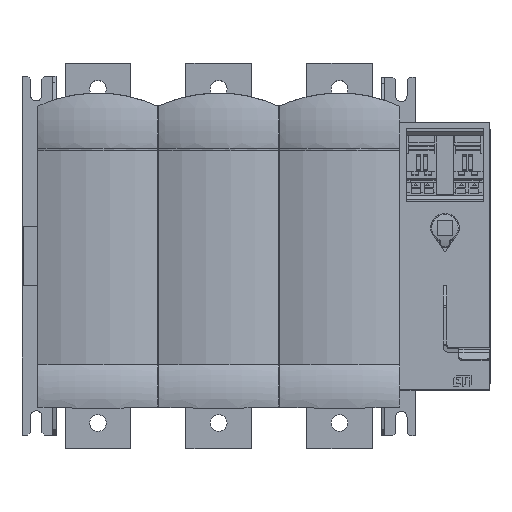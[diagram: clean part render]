
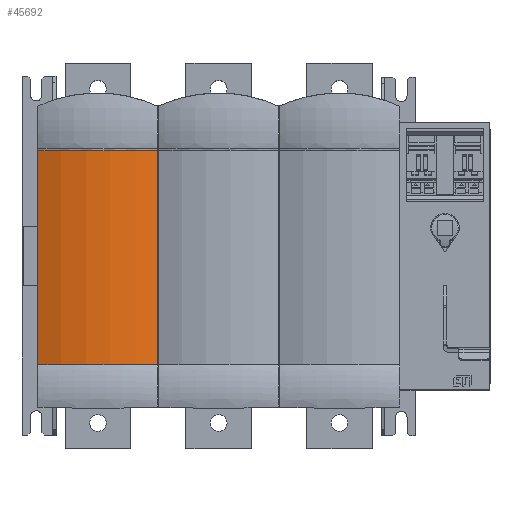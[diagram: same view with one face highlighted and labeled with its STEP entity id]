
A CAD part, top view. The second image highlights one B-rep face of the part: STEP entity #45692.
In plain terms, the highlighted cylindrical face has radius 115 mm (diameter 230 mm), a partial arc.
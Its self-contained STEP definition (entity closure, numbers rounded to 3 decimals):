
#8172=CARTESIAN_POINT('',(-270.,-106.75,132.298));
#8173=DIRECTION('',(0.,-1.,0.));
#8174=DIRECTION('',(0.406,0.,0.914));
#8175=AXIS2_PLACEMENT_3D('',#8172,#8173,#8174);
#8180=DIRECTION('',(0.,1.,0.));
#8181=VECTOR('',#8180,166.497);
#8182=CARTESIAN_POINT('',(-223.349,-106.75,
237.41));
#8183=LINE('',#8182,#8181);
#8187=DIRECTION('',(0.,-1.,0.));
#8188=VECTOR('',#8187,166.497);
#8189=CARTESIAN_POINT('',(-316.65,59.747,237.411));
#8190=LINE('',#8189,#8188);
#8221=CARTESIAN_POINT('',(-270.,59.747,132.298));
#8222=DIRECTION('',(0.,1.,0.));
#8223=DIRECTION('',(-0.406,0.,0.914));
#8224=AXIS2_PLACEMENT_3D('',#8221,#8222,#8223);
#37201=CARTESIAN_POINT('',(-223.349,-106.75,
237.41));
#37202=CARTESIAN_POINT('',(-223.35,59.747,
237.411));
#37203=VERTEX_POINT('',#37201);
#37204=VERTEX_POINT('',#37202);
#37205=CARTESIAN_POINT('',(-316.65,59.747,
237.411));
#37206=VERTEX_POINT('',#37205);
#37207=CARTESIAN_POINT('',(-316.651,-106.75,
237.41));
#37208=VERTEX_POINT('',#37207);
#45680=CARTESIAN_POINT('',(-270.,59.747,
132.298));
#45681=DIRECTION('',(0.,-1.,0.));
#45682=DIRECTION('',(1.,0.,0.));
#45683=AXIS2_PLACEMENT_3D('',#45680,#45681,#45682);
#45684=CYLINDRICAL_SURFACE('',#45683,115.);
#45685=ORIENTED_EDGE('',*,*,#44812,.F.);
#45686=ORIENTED_EDGE('',*,*,#45674,.T.);
#45687=ORIENTED_EDGE('',*,*,#44432,.F.);
#45689=ORIENTED_EDGE('',*,*,#45688,.T.);
#45690=EDGE_LOOP('',(#45685,#45686,#45687,#45689));
#45691=FACE_OUTER_BOUND('',#45690,.F.);
#8176=CIRCLE('',#8175,115.);
#8225=CIRCLE('',#8224,115.);
#44432=EDGE_CURVE('',#37206,#37208,#8190,.T.);
#44812=EDGE_CURVE('',#37203,#37204,#8183,.T.);
#45674=EDGE_CURVE('',#37203,#37208,#8176,.T.);
#45688=EDGE_CURVE('',#37206,#37204,#8225,.T.);
#45692=ADVANCED_FACE('',(#45691),#45684,.T.);
